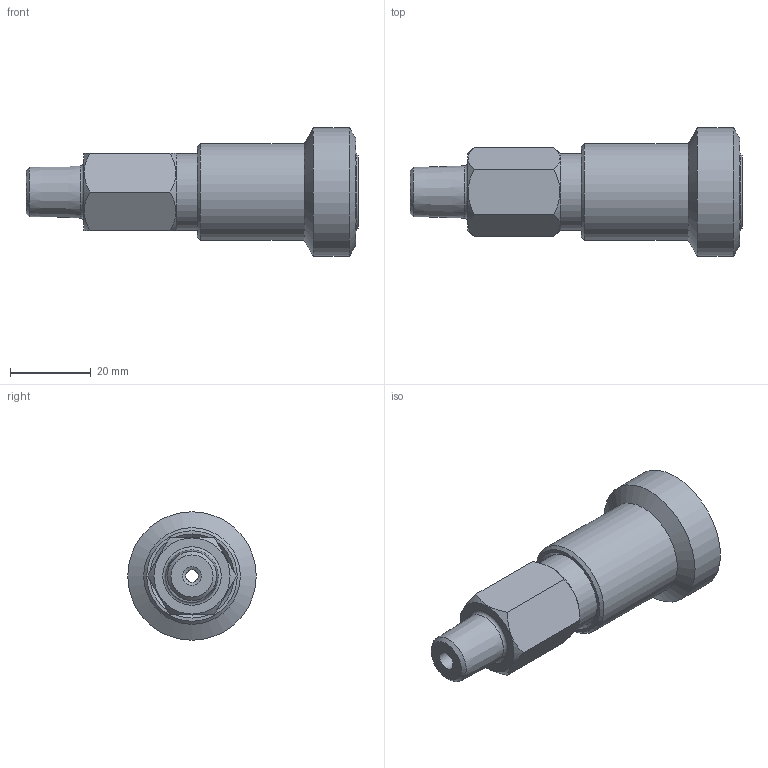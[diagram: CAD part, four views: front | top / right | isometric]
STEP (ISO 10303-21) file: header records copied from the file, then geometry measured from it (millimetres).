
FILE_DESCRIPTION(/* description */ (''),/* implementation_level */ '2;1');
FILE_NAME(/* name */ 'XT06042.stp',/* time_stamp */ '2013-11-27T10:44:38-06:00',/* author */ ('scottg'),/* organization */ ('FasTest,Inc.'),/* preprocessor_version */ 'ST-DEVELOPER v15.2',/* originating_system */ 'Autodesk Inventor 2014',/* authorisation */ '');
FILE_SCHEMA (('AUTOMOTIVE_DESIGN { 1 0 10303 214 3 1 1 }'));
Length unit declared in the file: inch
Products named in the file (1): XT06042
Bounding box: 82.04 x 31.75 x 31.75 mm (x, y, z)
Volume: 27931.6 mm3; surface area: 15101.1 mm2
Topology: 1 solids, 6 shells, 74 faces, 133 edges, 85 vertices
Faces by surface type: plane 22, cylinder 19, cone 14, sphere 12, torus 7
Full cylindrical faces by diameter (mm): 3.023 x1, 4.572 x1, 5.385 x2, 5.74 x2, 7.645 x1, 9.246 x1, 12.802 x1, 18.161 x1, 18.974 x3, 19.279 x2, 21.463 x1, 22.352 x1, 23.876 x1, 31.75 x1
Entity records: 1943 total; most frequent: CARTESIAN_POINT 699, DIRECTION 258, ORIENTED_EDGE 170, EDGE_LOOP 142, AXIS2_PLACEMENT_3D 126, EDGE_CURVE 81, FACE_BOUND 77, VERTEX_POINT 75
